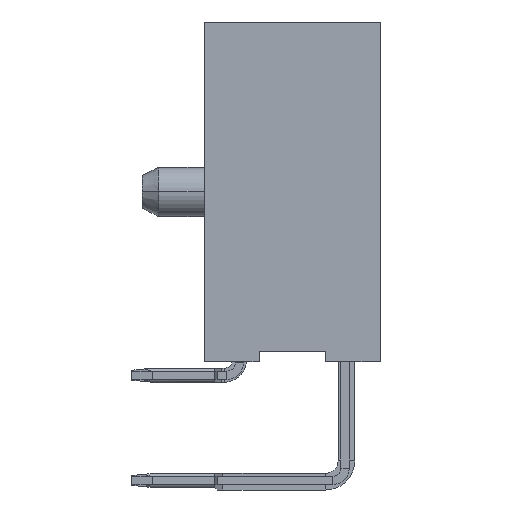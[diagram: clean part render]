
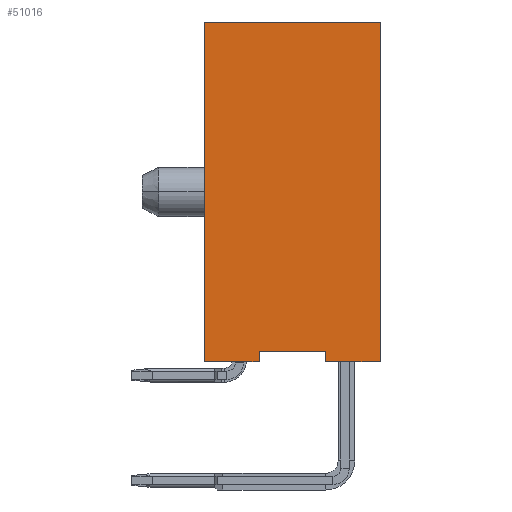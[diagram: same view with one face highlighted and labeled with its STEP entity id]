
A CAD part, left-side view. The second image highlights one B-rep face of the part: STEP entity #51016.
In plain terms, the highlighted planar face has unit normal (-1, 0, 0).
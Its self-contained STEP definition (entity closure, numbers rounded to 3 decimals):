
#7119=DIRECTION('',(0.,1.,0.));
#7120=VECTOR('',#7119,3.2);
#7121=CARTESIAN_POINT('',(-35.05,2.65,-15.9));
#7122=LINE('',#7121,#7120);
#7123=DIRECTION('',(0.,0.,-1.));
#7124=VECTOR('',#7123,0.5);
#7125=CARTESIAN_POINT('',(-35.05,5.85,-15.9));
#7126=LINE('',#7125,#7124);
#7127=DIRECTION('',(0.,1.,0.));
#7128=VECTOR('',#7127,2.65);
#7129=CARTESIAN_POINT('',(-35.05,5.85,-16.4));
#7130=LINE('',#7129,#7128);
#7131=DIRECTION('',(0.,0.,1.));
#7132=VECTOR('',#7131,16.4);
#7133=CARTESIAN_POINT('',(-35.05,8.5,-16.4));
#7134=LINE('',#7133,#7132);
#7135=DIRECTION('',(0.,-1.,0.));
#7136=VECTOR('',#7135,8.5);
#7137=CARTESIAN_POINT('',(-35.05,8.5,0.));
#7138=LINE('',#7137,#7136);
#7139=DIRECTION('',(0.,1.,0.));
#7140=VECTOR('',#7139,2.65);
#7141=CARTESIAN_POINT('',(-35.05,0.,-16.4));
#7142=LINE('',#7141,#7140);
#7143=DIRECTION('',(0.,0.,1.));
#7144=VECTOR('',#7143,0.5);
#7145=CARTESIAN_POINT('',(-35.05,2.65,-16.4));
#7146=LINE('',#7145,#7144);
#7155=DIRECTION('',(0.,0.,1.));
#7156=VECTOR('',#7155,16.4);
#7157=CARTESIAN_POINT('',(-35.05,0.,-16.4));
#7158=LINE('',#7157,#7156);
#29292=CARTESIAN_POINT('',(-35.05,8.5,0.));
#29294=VERTEX_POINT('',#29292);
#29313=CARTESIAN_POINT('',(-35.05,0.,0.));
#29315=VERTEX_POINT('',#29313);
#29345=CARTESIAN_POINT('',(-35.05,5.85,-15.9));
#29346=VERTEX_POINT('',#29345);
#29348=CARTESIAN_POINT('',(-35.05,2.65,-15.9));
#29350=VERTEX_POINT('',#29348);
#29429=CARTESIAN_POINT('',(-35.05,2.65,-16.4));
#29431=VERTEX_POINT('',#29429);
#29433=CARTESIAN_POINT('',(-35.05,0.,-16.4));
#29434=VERTEX_POINT('',#29433);
#29438=CARTESIAN_POINT('',(-35.05,5.85,-16.4));
#29440=VERTEX_POINT('',#29438);
#29443=CARTESIAN_POINT('',(-35.05,8.5,-16.4));
#29444=VERTEX_POINT('',#29443);
#50998=CARTESIAN_POINT('',(-35.05,4.25,-8.2));
#50999=DIRECTION('',(1.,0.,0.));
#51000=DIRECTION('',(0.,-1.,0.));
#51001=AXIS2_PLACEMENT_3D('',#50998,#50999,#51000);
#51002=PLANE('',#51001);
#51003=ORIENTED_EDGE('',*,*,#37130,.T.);
#51004=ORIENTED_EDGE('',*,*,#50991,.T.);
#51005=ORIENTED_EDGE('',*,*,#50966,.T.);
#51006=ORIENTED_EDGE('',*,*,#37021,.T.);
#51007=ORIENTED_EDGE('',*,*,#36456,.T.);
#51009=ORIENTED_EDGE('',*,*,#51008,.F.);
#51011=ORIENTED_EDGE('',*,*,#51010,.T.);
#51013=ORIENTED_EDGE('',*,*,#51012,.T.);
#51014=EDGE_LOOP('',(#51003,#51004,#51005,#51006,#51007,#51009,#51011,#51013));
#51015=FACE_OUTER_BOUND('',#51014,.F.);
#51016=ADVANCED_FACE('',(#51015),#51002,.F.);
#36456=EDGE_CURVE('',#29294,#29315,#7138,.T.);
#37021=EDGE_CURVE('',#29444,#29294,#7134,.T.);
#37130=EDGE_CURVE('',#29350,#29346,#7122,.T.);
#50966=EDGE_CURVE('',#29440,#29444,#7130,.T.);
#50991=EDGE_CURVE('',#29346,#29440,#7126,.T.);
#51008=EDGE_CURVE('',#29434,#29315,#7158,.T.);
#51010=EDGE_CURVE('',#29434,#29431,#7142,.T.);
#51012=EDGE_CURVE('',#29431,#29350,#7146,.T.);
